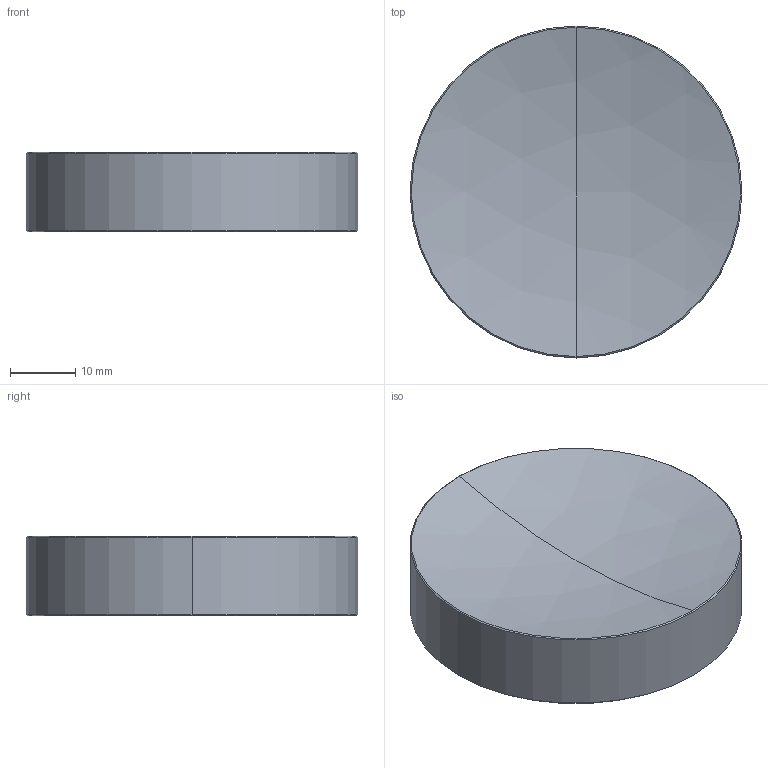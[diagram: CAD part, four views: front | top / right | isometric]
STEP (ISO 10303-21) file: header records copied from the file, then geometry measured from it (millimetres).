
FILE_DESCRIPTION (( 'STEP AP203' ), '1' );
FILE_NAME ('17571-E0W.STEP', '2013-07-03T18:16:50', ( 'Admin' ), ( '' ), 'SwSTEP 2.0', 'SolidWorks 2012', '' );
FILE_SCHEMA (( 'CONFIG_CONTROL_DESIGN' ));
Length unit declared in the file: millimetre
Products named in the file (1): 17571-E0W
Bounding box: 50.8 x 50.8 x 12.23 mm (x, y, z)
Volume: 21540.3 mm3; surface area: 6003.6 mm2
Topology: 1 solids, 1 shells, 285 faces, 747 edges, 497 vertices
Faces by surface type: plane 143, bspline 134, cone 4, sphere 2, cylinder 2
Entity records: 16366 total; most frequent: CARTESIAN_POINT 10168, ORIENTED_EDGE 1494, DIRECTION 795, EDGE_CURVE 747, VERTEX_POINT 497, LINE 467, VECTOR 467, EDGE_LOOP 318
